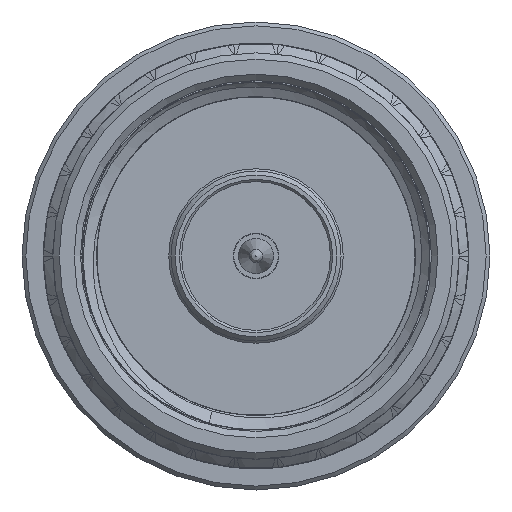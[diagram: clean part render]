
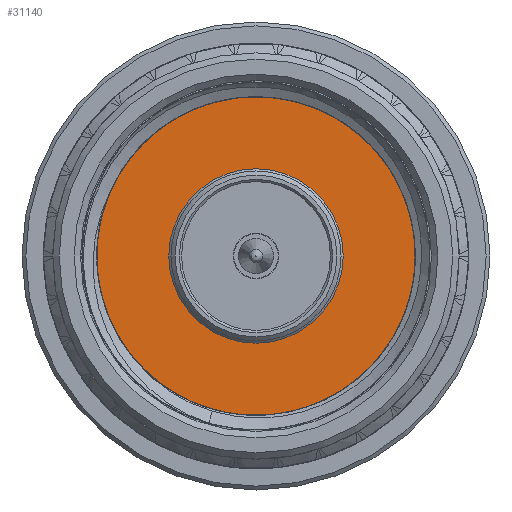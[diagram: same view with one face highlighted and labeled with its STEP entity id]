
A CAD part, front view. The second image highlights one B-rep face of the part: STEP entity #31140.
In plain terms, the highlighted planar face has unit normal (0, -1, 0).
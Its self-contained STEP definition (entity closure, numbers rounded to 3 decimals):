
#4528=PLANE('',#32741);
#4698=ORIENTED_EDGE('',*,*,#11346,.F.);
#4699=ORIENTED_EDGE('',*,*,#11348,.T.);
#11346=EDGE_CURVE('',#14675,#14675,#16531,.T.);
#11348=EDGE_CURVE('',#14677,#14677,#16533,.T.);
#14675=VERTEX_POINT('',#35785);
#14677=VERTEX_POINT('',#35790);
#16531=CIRCLE('',#32739,4.1);
#16533=CIRCLE('',#32742,8.19);
#16820=EDGE_LOOP('',(#4698));
#16821=EDGE_LOOP('',(#4699));
#18506=FACE_BOUND('',#16820,.T.);
#18507=FACE_BOUND('',#16821,.T.);
#31140=ADVANCED_FACE('',(#18506,#18507),#4528,.T.);
#32739=AXIS2_PLACEMENT_3D('',#35784,#33655,#33656);
#32741=AXIS2_PLACEMENT_3D('',#35788,#33659,#33660);
#32742=AXIS2_PLACEMENT_3D('',#35789,#33661,#33662);
#33655=DIRECTION('',(0.,-1.,0.));
#33656=DIRECTION('',(-1.,0.,0.));
#33659=DIRECTION('',(0.,-1.,0.));
#33660=DIRECTION('',(0.,0.,1.));
#33661=DIRECTION('',(0.,-1.,0.));
#33662=DIRECTION('',(1.,0.,0.));
#35784=CARTESIAN_POINT('',(0.,-139.513,0.));
#35785=CARTESIAN_POINT('',(-4.1,-139.513,0.));
#35788=CARTESIAN_POINT('',(0.,-139.513,0.));
#35789=CARTESIAN_POINT('',(0.,-139.513,0.));
#35790=CARTESIAN_POINT('',(8.19,-139.513,0.));
